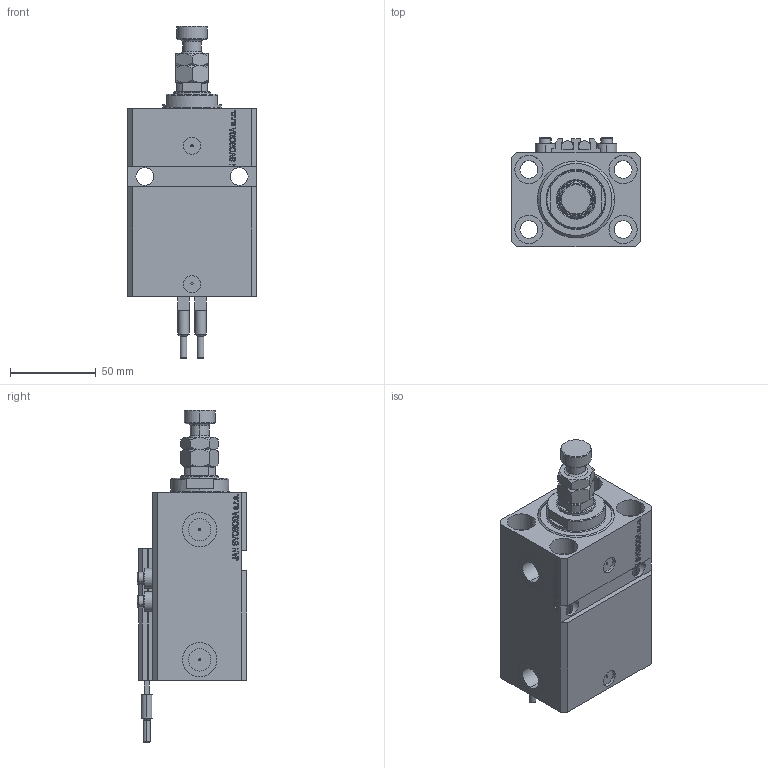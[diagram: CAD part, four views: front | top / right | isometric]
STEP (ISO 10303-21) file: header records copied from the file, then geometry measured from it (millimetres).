
FILE_DESCRIPTION (( 'STEP AP203' ), '1' );
FILE_NAME ('da5f.STEP', '2022-04-09T14:10:51', ( '' ), ( '' ), 'SwSTEP 2.0', 'SolidWorks 2019', '' );
FILE_SCHEMA (( 'CONFIG_CONTROL_DESIGN' ));
Length unit declared in the file: millimetre
Products named in the file (7): V250CE_C_VCP 695281750c0bf8f914d867a7d6ad1094; ALLEN BOLT V250CE 695281750c0bf8f914d867a7d6ad1094; SWITCH_V250CE 695281750c0bf8f914d867a7d6ad1094; V250CE_VC_E 695281750c0bf8f914d867a7d6ad1094; da5f; V250CE_E_Body 695281750c0bf8f914d867a7d6ad1094; MFA 695281750c0bf8f914d867a7d6ad1094
Assembly tree (10 placements, depth 2):
  da5f
    V250CE_E_Body 695281750c0bf8f914d867a7d6ad1094
    ALLEN BOLT V250CE 695281750c0bf8f914d867a7d6ad1094  x4
    V250CE_C_VCP 695281750c0bf8f914d867a7d6ad1094
    V250CE_VC_E 695281750c0bf8f914d867a7d6ad1094
    MFA 695281750c0bf8f914d867a7d6ad1094
    SWITCH_V250CE 695281750c0bf8f914d867a7d6ad1094  x2
Bounding box: 75 x 64 x 193.9 mm (x, y, z)
Volume: 399394.2 mm3; surface area: 102174.4 mm2
Topology: 11 solids, 11 shells, 1168 faces, 2876 edges, 1845 vertices
Faces by surface type: plane 562, bspline 354, cylinder 142, cone 88, torus 22
Entity records: 49294 total; most frequent: CARTESIAN_POINT 25343, ORIENTED_EDGE 5334, DIRECTION 3609, EDGE_CURVE 2667, VERTEX_POINT 1731, VECTOR 1571, LINE 1571, EDGE_LOOP 1200
